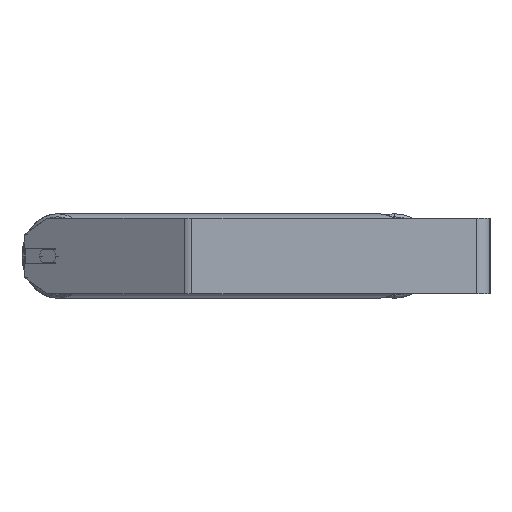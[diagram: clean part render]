
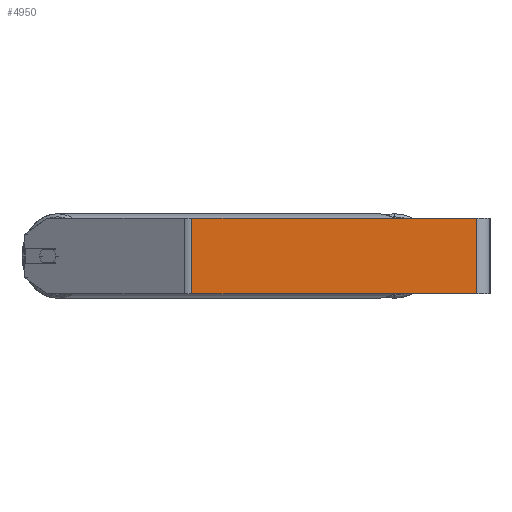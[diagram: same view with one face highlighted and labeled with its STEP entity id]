
A CAD part, left-side view. The second image highlights one B-rep face of the part: STEP entity #4950.
In plain terms, the highlighted planar face has unit normal (-1, 0, 0).
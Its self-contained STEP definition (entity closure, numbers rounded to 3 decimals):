
#282 = VECTOR ( 'NONE', #569, 1000. ) ;
#295 = CARTESIAN_POINT ( 'NONE',  ( -945., 318.495, -40. ) ) ;
#569 = DIRECTION ( 'NONE',  ( 0., 0., -1. ) ) ;
#719 = AXIS2_PLACEMENT_3D ( 'NONE', #7233, #4633, #5283 ) ;
#1096 = EDGE_CURVE ( 'NONE', #5054, #3292, #4638, .T. ) ;
#1315 = VECTOR ( 'NONE', #7049, 1000. ) ;
#1397 = ORIENTED_EDGE ( 'NONE', *, *, #6033, .F. ) ;
#2023 = ORIENTED_EDGE ( 'NONE', *, *, #4131, .F. ) ;
#2643 = PLANE ( 'NONE',  #719 ) ;
#3292 = VERTEX_POINT ( 'NONE', #8445 ) ;
#3305 = DIRECTION ( 'NONE',  ( 0., 0., -1. ) ) ;
#3346 = FACE_OUTER_BOUND ( 'NONE', #6892, .T. ) ;
#3402 = VERTEX_POINT ( 'NONE', #8072 ) ;
#3645 = CARTESIAN_POINT ( 'NONE',  ( -945., 314.08, 40. ) ) ;
#4131 = EDGE_CURVE ( 'NONE', #3402, #4986, #6629, .T. ) ;
#4294 = LINE ( 'NONE', #295, #6679 ) ;
#4364 = LINE ( 'NONE', #5636, #1315 ) ;
#4594 = CARTESIAN_POINT ( 'NONE',  ( -945., 314.08, 40. ) ) ;
#4633 = DIRECTION ( 'NONE',  ( 1., 0., 0. ) ) ;
#4638 = LINE ( 'NONE', #4594, #5594 ) ;
#4950 = ADVANCED_FACE ( 'NONE', ( #3346 ), #2643, .F. ) ;
#4959 = DIRECTION ( 'NONE',  ( 0., -1., 0. ) ) ;
#4986 = VERTEX_POINT ( 'NONE', #7326 ) ;
#5054 = VERTEX_POINT ( 'NONE', #3645 ) ;
#5283 = DIRECTION ( 'NONE',  ( 0., 0., -1. ) ) ;
#5350 = CARTESIAN_POINT ( 'NONE',  ( -945., 14., 40. ) ) ;
#5594 = VECTOR ( 'NONE', #3305, 1000. ) ;
#5636 = CARTESIAN_POINT ( 'NONE',  ( -945., 318.495, 40. ) ) ;
#6033 = EDGE_CURVE ( 'NONE', #5054, #3402, #4364, .T. ) ;
#6168 = ORIENTED_EDGE ( 'NONE', *, *, #6711, .T. ) ;
#6629 = LINE ( 'NONE', #5350, #282 ) ;
#6679 = VECTOR ( 'NONE', #4959, 1000. ) ;
#6711 = EDGE_CURVE ( 'NONE', #3292, #4986, #4294, .T. ) ;
#6892 = EDGE_LOOP ( 'NONE', ( #6168, #2023, #1397, #7476 ) ) ;
#7049 = DIRECTION ( 'NONE',  ( 0., -1., 0. ) ) ;
#7233 = CARTESIAN_POINT ( 'NONE',  ( -945., 318.495, 40. ) ) ;
#7326 = CARTESIAN_POINT ( 'NONE',  ( -945., 14., -40. ) ) ;
#7476 = ORIENTED_EDGE ( 'NONE', *, *, #1096, .T. ) ;
#8072 = CARTESIAN_POINT ( 'NONE',  ( -945., 14., 40. ) ) ;
#8445 = CARTESIAN_POINT ( 'NONE',  ( -945., 314.08, -40. ) ) ;
